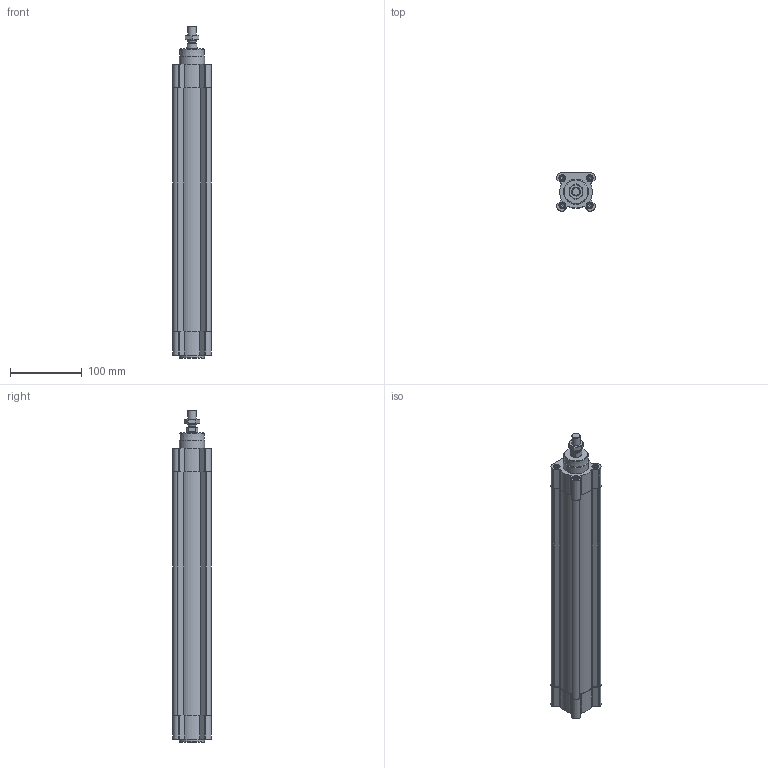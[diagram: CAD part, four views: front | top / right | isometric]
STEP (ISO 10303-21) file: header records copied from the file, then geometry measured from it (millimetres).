
FILE_DESCRIPTION(/* description */ ('STEP AP214'),/* implementation_level */ '2;1');
FILE_NAME(/* name */ '2123785_DSBC-40-300-PPSA-N3',/* time_stamp */ '2024-08-21T05:53:53+02:00',/* author */ ('License CC BY-ND 4.0'),/* organization */ ('CADENAS'),/* preprocessor_version */ 'ST-DEVELOPER v19.3',/* originating_system */ 'PARTsolutions',/* authorisation */ ' ');
FILE_SCHEMA (('AUTOMOTIVE_DESIGN {1 0 10303 214 3 1 1}'));
Length unit declared in the file: millimetre
Products named in the file (4): 2123785 DSBC-40-300-PPSA-N3---(0); 1461995 DSBC-40-300-PPSA_(Z_0); 1461995 DSBC-40-300_(K); DIN-439-B - M12x1.25(F)
Assembly tree (3 placements, depth 2):
  2123785 DSBC-40-300-PPSA-N3---(0)
    1461995 DSBC-40-300-PPSA_(Z_0)
    1461995 DSBC-40-300_(K)
    DIN-439-B - M12x1.25(F)
Bounding box: 54 x 54 x 461.9 mm (x, y, z)
Volume: 574027 mm3; surface area: 192713.6 mm2
Topology: 3 solids, 3 shells, 481 faces, 1284 edges, 842 vertices
Faces by surface type: plane 303, cylinder 130, cone 46, torus 2
Full cylindrical faces by diameter (mm): 4.917 x8, 6 x8, 9 x8, 9.5 x8, 10.2 x1, 10.647 x1, 11.445 x2, 12 x1, 16 x2, 35 x2, 40 x2
Entity records: 14622 total; most frequent: CARTESIAN_POINT 3138, ORIENTED_EDGE 2344, DIRECTION 2227, EDGE_CURVE 1172, VERTEX_POINT 827, AXIS2_PLACEMENT_3D 779, LINE 669, VECTOR 669
